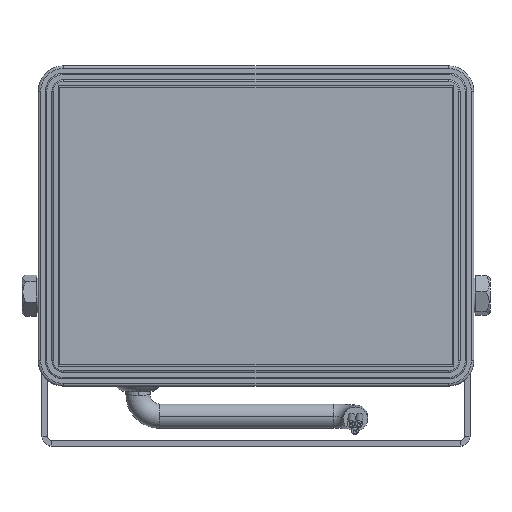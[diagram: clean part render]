
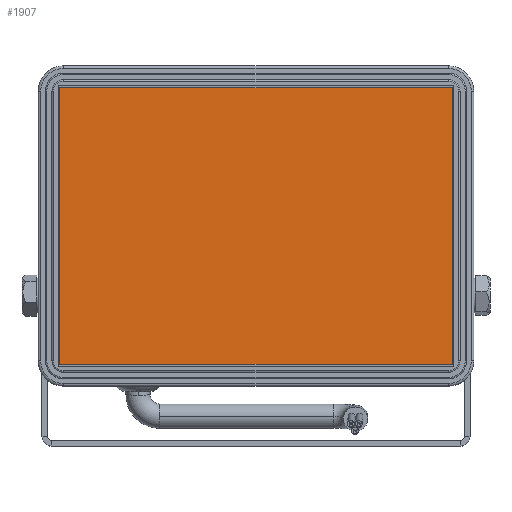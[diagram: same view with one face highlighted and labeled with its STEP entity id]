
A CAD part, top view. The second image highlights one B-rep face of the part: STEP entity #1907.
In plain terms, the highlighted face is planar.
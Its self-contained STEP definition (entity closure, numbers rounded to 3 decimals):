
#664 = LINE ( 'NONE', #7866, #13769 ) ;
#700 = PLANE ( 'NONE',  #15157 ) ;
#984 = VERTEX_POINT ( 'NONE', #11349 ) ;
#1240 = EDGE_CURVE ( 'NONE', #984, #17389, #3358, .T. ) ;
#1845 = DIRECTION ( 'NONE',  ( 1., 0., 0. ) ) ;
#1907 = ADVANCED_FACE ( 'NONE', ( #16583 ), #700, .F. ) ;
#2086 = DIRECTION ( 'NONE',  ( -1., 0., 0. ) ) ;
#2395 = CARTESIAN_POINT ( 'NONE',  ( -54.05, 23., 38.15 ) ) ;
#2506 = EDGE_CURVE ( 'NONE', #16189, #17618, #21324, .T. ) ;
#3026 = VECTOR ( 'NONE', #2086, 1000. ) ;
#3120 = EDGE_CURVE ( 'NONE', #17618, #984, #664, .T. ) ;
#3358 = LINE ( 'NONE', #17729, #3364 ) ;
#3364 = VECTOR ( 'NONE', #1845, 1000. ) ;
#4466 = EDGE_LOOP ( 'NONE', ( #5356, #18285, #10315, #7508 ) ) ;
#5356 = ORIENTED_EDGE ( 'NONE', *, *, #18638, .F. ) ;
#5695 = VECTOR ( 'NONE', #17491, 1000. ) ;
#5995 = DIRECTION ( 'NONE',  ( 0., 0., -1. ) ) ;
#7068 = LINE ( 'NONE', #21057, #5695 ) ;
#7508 = ORIENTED_EDGE ( 'NONE', *, *, #2506, .F. ) ;
#7793 = DIRECTION ( 'NONE',  ( 0., 0., -1. ) ) ;
#7866 = CARTESIAN_POINT ( 'NONE',  ( -54.05, 23., -38.15 ) ) ;
#10183 = CARTESIAN_POINT ( 'NONE',  ( 54.05, 23., -38.15 ) ) ;
#10315 = ORIENTED_EDGE ( 'NONE', *, *, #3120, .F. ) ;
#11349 = CARTESIAN_POINT ( 'NONE',  ( -54.05, 23., -38.15 ) ) ;
#13769 = VECTOR ( 'NONE', #5995, 1000. ) ;
#15157 = AXIS2_PLACEMENT_3D ( 'NONE', #15923, #16467, #7793 ) ;
#15923 = CARTESIAN_POINT ( 'NONE',  ( 0., 23., 0. ) ) ;
#16189 = VERTEX_POINT ( 'NONE', #21534 ) ;
#16467 = DIRECTION ( 'NONE',  ( 0., -1., 0. ) ) ;
#16583 = FACE_OUTER_BOUND ( 'NONE', #4466, .T. ) ;
#17389 = VERTEX_POINT ( 'NONE', #10183 ) ;
#17491 = DIRECTION ( 'NONE',  ( 0., 0., 1. ) ) ;
#17618 = VERTEX_POINT ( 'NONE', #2395 ) ;
#17729 = CARTESIAN_POINT ( 'NONE',  ( 54.05, 23., -38.15 ) ) ;
#18285 = ORIENTED_EDGE ( 'NONE', *, *, #1240, .F. ) ;
#18638 = EDGE_CURVE ( 'NONE', #17389, #16189, #7068, .T. ) ;
#21057 = CARTESIAN_POINT ( 'NONE',  ( 54.05, 23., 38.15 ) ) ;
#21324 = LINE ( 'NONE', #22828, #3026 ) ;
#21534 = CARTESIAN_POINT ( 'NONE',  ( 54.05, 23., 38.15 ) ) ;
#22828 = CARTESIAN_POINT ( 'NONE',  ( -54.05, 23., 38.15 ) ) ;
